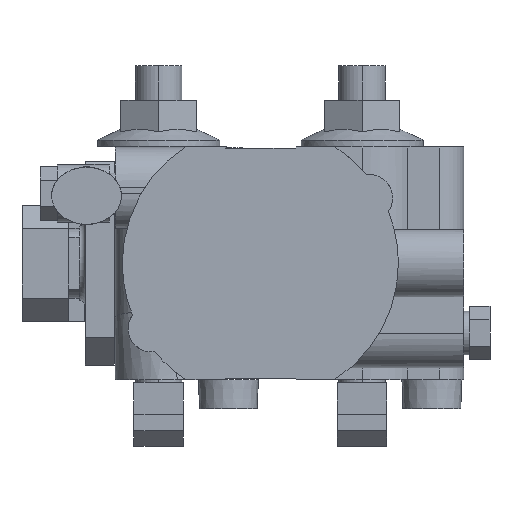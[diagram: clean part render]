
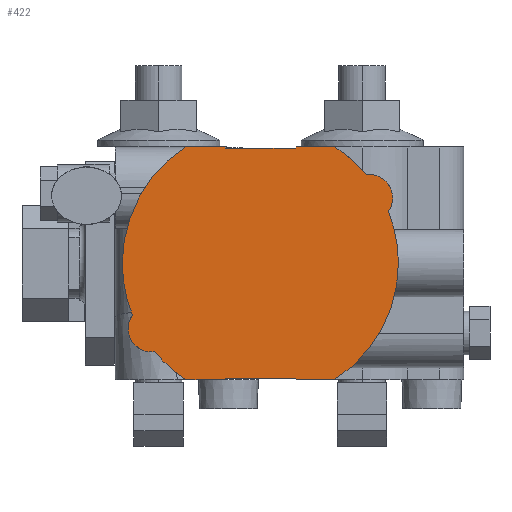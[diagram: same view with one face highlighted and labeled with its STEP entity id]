
A CAD part, front view. The second image highlights one B-rep face of the part: STEP entity #422.
In plain terms, the highlighted planar face has unit normal (0, -1, 0).
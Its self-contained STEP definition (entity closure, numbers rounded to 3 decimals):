
#422=ADVANCED_FACE('',(#1049),#1050,.F.);
#1049=FACE_OUTER_BOUND('',#3194,.T.);
#1050=PLANE('',#3195);
#3194=EDGE_LOOP('',(#5553,#5554,#5555,#5556,#5557,#5558,#5559,#5560,#5561,#5562,#5563,#5564,#5565,#5566,#5567,#5568,#5569,#5570,#5571,#5572));
#3195=AXIS2_PLACEMENT_3D('',#5573,#5574,#5575);
#5553=ORIENTED_EDGE('',*,*,#7520,.F.);
#5554=ORIENTED_EDGE('',*,*,#7707,.F.);
#5555=ORIENTED_EDGE('',*,*,#7515,.F.);
#5556=ORIENTED_EDGE('',*,*,#7708,.F.);
#5557=ORIENTED_EDGE('',*,*,#7709,.F.);
#5558=ORIENTED_EDGE('',*,*,#7710,.F.);
#5559=ORIENTED_EDGE('',*,*,#7632,.T.);
#5560=ORIENTED_EDGE('',*,*,#7705,.F.);
#5561=ORIENTED_EDGE('',*,*,#7711,.T.);
#5562=ORIENTED_EDGE('',*,*,#7483,.F.);
#5563=ORIENTED_EDGE('',*,*,#7712,.F.);
#5564=ORIENTED_EDGE('',*,*,#7523,.F.);
#5565=ORIENTED_EDGE('',*,*,#7698,.F.);
#5566=ORIENTED_EDGE('',*,*,#7713,.F.);
#5567=ORIENTED_EDGE('',*,*,#7714,.T.);
#5568=ORIENTED_EDGE('',*,*,#7715,.F.);
#5569=ORIENTED_EDGE('',*,*,#7667,.T.);
#5570=ORIENTED_EDGE('',*,*,#7716,.F.);
#5571=ORIENTED_EDGE('',*,*,#7717,.T.);
#5572=ORIENTED_EDGE('',*,*,#7718,.F.);
#5573=CARTESIAN_POINT('',(15.95,-37.2,-20.));
#5574=DIRECTION('',(0.0,1.0,0.));
#5575=DIRECTION('',(0.,0.,-1.0));
#7483=EDGE_CURVE('',#8528,#8531,#8532,.T.);
#7515=EDGE_CURVE('',#8588,#8581,#8590,.T.);
#7520=EDGE_CURVE('',#8597,#8593,#8599,.T.);
#7523=EDGE_CURVE('',#8601,#8604,#8605,.F.);
#7632=EDGE_CURVE('',#8783,#8781,#8784,.F.);
#7667=EDGE_CURVE('',#8841,#8839,#8842,.F.);
#7698=EDGE_CURVE('',#8883,#8601,#8885,.F.);
#7705=EDGE_CURVE('',#8892,#8781,#8894,.T.);
#7707=EDGE_CURVE('',#8581,#8597,#8896,.T.);
#7708=EDGE_CURVE('',#8897,#8588,#8898,.T.);
#7709=EDGE_CURVE('',#8899,#8897,#8900,.F.);
#7710=EDGE_CURVE('',#8783,#8899,#8901,.F.);
#7711=EDGE_CURVE('',#8892,#8531,#8902,.T.);
#7712=EDGE_CURVE('',#8604,#8528,#8903,.T.);
#7713=EDGE_CURVE('',#8904,#8883,#8905,.T.);
#7714=EDGE_CURVE('',#8904,#8906,#8907,.F.);
#7715=EDGE_CURVE('',#8841,#8906,#8908,.T.);
#7716=EDGE_CURVE('',#8909,#8839,#8910,.T.);
#7717=EDGE_CURVE('',#8909,#8911,#8912,.F.);
#7718=EDGE_CURVE('',#8593,#8911,#8913,.T.);
#8528=VERTEX_POINT('',#10137);
#8531=VERTEX_POINT('',#10141);
#8532=CIRCLE('',#10142,23.75);
#8581=VERTEX_POINT('',#10278);
#8588=VERTEX_POINT('',#10293);
#8590=CIRCLE('',#10296,4.0);
#8593=VERTEX_POINT('',#10299);
#8597=VERTEX_POINT('',#10304);
#8599=CIRCLE('',#10307,23.75);
#8601=VERTEX_POINT('',#10309);
#8604=VERTEX_POINT('',#10313);
#8605=CIRCLE('',#10314,4.0);
#8781=VERTEX_POINT('',#10621);
#8783=VERTEX_POINT('',#10624);
#8784=LINE('',#10625,#10626);
#8839=VERTEX_POINT('',#10710);
#8841=VERTEX_POINT('',#10713);
#8842=LINE('',#10714,#10715);
#8883=VERTEX_POINT('',#10843);
#8885=CIRCLE('',#10846,4.0);
#8892=VERTEX_POINT('',#10855);
#8894=LINE('',#10858,#10859);
#8896=CIRCLE('',#10861,4.0);
#8897=VERTEX_POINT('',#10862);
#8898=CIRCLE('',#10863,23.75);
#8899=VERTEX_POINT('',#10864);
#8900=LINE('',#10865,#10866);
#8901=LINE('',#10867,#10868);
#8902=LINE('',#10869,#10870);
#8903=CIRCLE('',#10871,23.75);
#8904=VERTEX_POINT('',#10872);
#8905=CIRCLE('',#10873,23.75);
#8906=VERTEX_POINT('',#10874);
#8907=LINE('',#10875,#10876);
#8908=LINE('',#10877,#10878);
#8909=VERTEX_POINT('',#10879);
#8910=LINE('',#10880,#10881);
#8911=VERTEX_POINT('',#10882);
#8912=LINE('',#10883,#10884);
#8913=CIRCLE('',#10885,23.75);
#10137=CARTESIAN_POINT('',(17.2,-37.2,0.));
#10141=CARTESIAN_POINT('',(28.141,-37.2,20.));
#10142=AXIS2_PLACEMENT_3D('',#12515,#12516,#12517);
#10278=CARTESIAN_POINT('',(63.7,-37.2,11.25));
#10293=CARTESIAN_POINT('',(59.185,-37.2,15.217));
#10296=AXIS2_PLACEMENT_3D('',#12563,#12564,#12565);
#10299=CARTESIAN_POINT('',(64.7,-37.2,0.));
#10304=CARTESIAN_POINT('',(62.958,-37.2,8.929));
#10307=AXIS2_PLACEMENT_3D('',#12571,#12572,#12573);
#10309=CARTESIAN_POINT('',(18.2,-37.2,-11.25));
#10313=CARTESIAN_POINT('',(18.942,-37.2,-8.929));
#10314=AXIS2_PLACEMENT_3D('',#12575,#12576,#12577);
#10621=CARTESIAN_POINT('',(34.95,-37.2,19.8));
#10624=CARTESIAN_POINT('',(46.95,-37.2,19.8));
#10625=CARTESIAN_POINT('',(25.45,-37.2,19.8));
#10626=VECTOR('',#12716,1.0);
#10710=CARTESIAN_POINT('',(46.95,-37.2,-19.8));
#10713=CARTESIAN_POINT('',(34.95,-37.2,-19.8));
#10714=CARTESIAN_POINT('',(25.45,-37.2,-19.8));
#10715=VECTOR('',#12759,1.0);
#10843=CARTESIAN_POINT('',(22.715,-37.2,-15.217));
#10846=AXIS2_PLACEMENT_3D('',#12792,#12793,#12794);
#10855=CARTESIAN_POINT('',(34.75,-37.2,20.));
#10858=CARTESIAN_POINT('',(40.15,-37.2,14.6));
#10859=VECTOR('',#12801,1.0);
#10861=AXIS2_PLACEMENT_3D('',#12802,#12803,#12804);
#10862=CARTESIAN_POINT('',(53.759,-37.2,20.));
#10863=AXIS2_PLACEMENT_3D('',#12805,#12806,#12807);
#10864=CARTESIAN_POINT('',(47.15,-37.2,20.));
#10865=CARTESIAN_POINT('',(15.95,-37.2,20.));
#10866=VECTOR('',#12808,1.0);
#10867=CARTESIAN_POINT('',(29.35,-37.2,2.2));
#10868=VECTOR('',#12809,1.0);
#10869=CARTESIAN_POINT('',(15.95,-37.2,20.));
#10870=VECTOR('',#12810,1.0);
#10871=AXIS2_PLACEMENT_3D('',#12811,#12812,#12813);
#10872=CARTESIAN_POINT('',(28.141,-37.2,-20.));
#10873=AXIS2_PLACEMENT_3D('',#12814,#12815,#12816);
#10874=CARTESIAN_POINT('',(34.75,-37.2,-20.));
#10875=CARTESIAN_POINT('',(22.046,-37.2,-20.));
#10876=VECTOR('',#12817,1.0);
#10877=CARTESIAN_POINT('',(30.05,-37.2,-24.7));
#10878=VECTOR('',#12818,1.0);
#10879=CARTESIAN_POINT('',(47.15,-37.2,-20.));
#10880=CARTESIAN_POINT('',(39.25,-37.2,-12.1));
#10881=VECTOR('',#12819,1.0);
#10882=CARTESIAN_POINT('',(53.759,-37.2,-20.));
#10883=CARTESIAN_POINT('',(31.55,-37.2,-20.));
#10884=VECTOR('',#12820,1.0);
#10885=AXIS2_PLACEMENT_3D('',#12821,#12822,#12823);
#12515=CARTESIAN_POINT('',(40.95,-37.2,0.));
#12516=DIRECTION('',(0.0,1.0,0.));
#12517=DIRECTION('',(1.0,0.,0.));
#12563=CARTESIAN_POINT('',(59.7,-37.2,11.25));
#12564=DIRECTION('',(0.0,1.0,0.));
#12565=DIRECTION('',(1.0,0.,0.));
#12571=CARTESIAN_POINT('',(40.95,-37.2,0.));
#12572=DIRECTION('',(0.0,1.0,0.));
#12573=DIRECTION('',(1.0,0.,0.));
#12575=CARTESIAN_POINT('',(22.2,-37.2,-11.25));
#12576=DIRECTION('',(0.0,-1.0,0.));
#12577=DIRECTION('',(1.0,0.,0.));
#12716=DIRECTION('',(1.0,0.,0.));
#12759=DIRECTION('',(-1.0,0.,0.));
#12792=CARTESIAN_POINT('',(22.2,-37.2,-11.25));
#12793=DIRECTION('',(0.0,-1.0,0.));
#12794=DIRECTION('',(1.0,0.,0.));
#12801=DIRECTION('',(0.707,0.,-0.707));
#12802=CARTESIAN_POINT('',(59.7,-37.2,11.25));
#12803=DIRECTION('',(0.0,1.0,0.));
#12804=DIRECTION('',(1.0,0.,0.));
#12805=CARTESIAN_POINT('',(40.95,-37.2,0.));
#12806=DIRECTION('',(0.0,1.0,0.));
#12807=DIRECTION('',(1.0,0.,0.));
#12808=DIRECTION('',(-1.0,0.,0.));
#12809=DIRECTION('',(-0.707,0.,-0.707));
#12810=DIRECTION('',(-1.0,0.,0.));
#12811=CARTESIAN_POINT('',(40.95,-37.2,0.));
#12812=DIRECTION('',(0.0,1.0,0.));
#12813=DIRECTION('',(1.0,0.,0.));
#12814=CARTESIAN_POINT('',(40.95,-37.2,0.));
#12815=DIRECTION('',(0.0,1.0,0.));
#12816=DIRECTION('',(1.0,0.,0.));
#12817=DIRECTION('',(-1.0,0.,0.));
#12818=DIRECTION('',(-0.707,0.,-0.707));
#12819=DIRECTION('',(-0.707,0.,0.707));
#12820=DIRECTION('',(-1.0,0.,0.));
#12821=CARTESIAN_POINT('',(40.95,-37.2,0.));
#12822=DIRECTION('',(0.0,1.0,0.));
#12823=DIRECTION('',(1.0,0.,0.));
